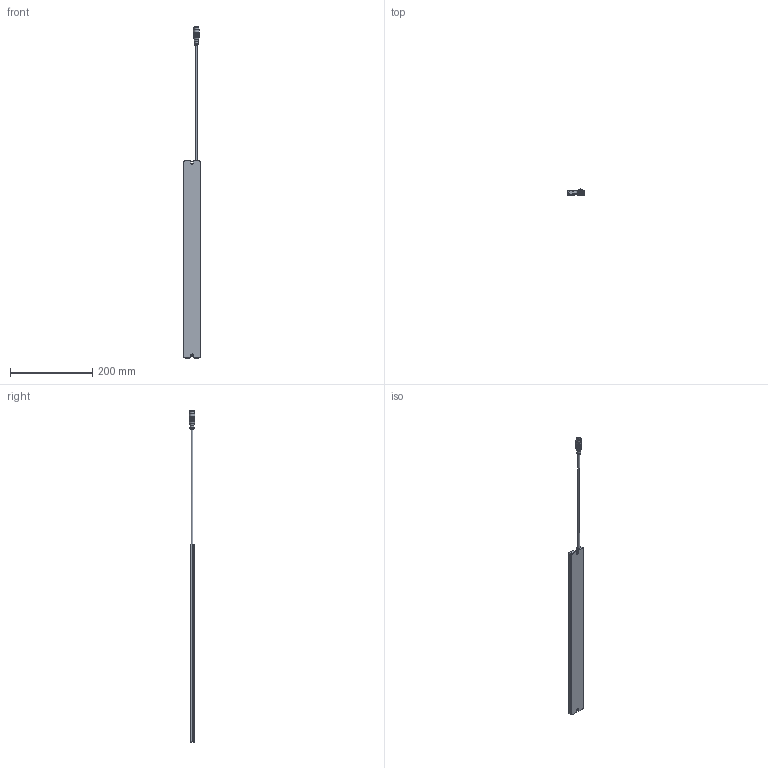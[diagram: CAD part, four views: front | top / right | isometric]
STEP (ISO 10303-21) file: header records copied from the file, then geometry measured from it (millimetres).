
FILE_DESCRIPTION(/* description */ ('DISO X XXX'),/* implementation_level */ '2;1');
FILE_NAME(/* name */ 'MB-N-480-K-B3.stp',/* time_stamp */ '2016-09-22T14:22:06+02:00',/* author */ ('lsa'),/* organization */ ('di-soric GmbH & Co. KG'),/* preprocessor_version */ 'ST-DEVELOPER v16.1',/* originating_system */ 'Autodesk Inventor 2016',/* authorisation */ '');
FILE_SCHEMA (('AUTOMOTIVE_DESIGN { 1 0 10303 214 3 1 1 }'));
Length unit declared in the file: millimetre
Products named in the file (1): Bauteil4
Bounding box: 40 x 14.5 x 806.75 mm (x, y, z)
Volume: 196743.3 mm3; surface area: 55843.1 mm2
Topology: 1 solids, 1 shells, 192 faces, 438 edges, 269 vertices
Faces by surface type: plane 69, cylinder 64, cone 31, torus 24, bspline 4
Full cylindrical faces by diameter (mm): 1 x3, 1.03 x4, 2 x1, 4.3 x1, 4.5 x1, 8.3 x1, 8.8 x1, 9.4 x1, 10.3 x1, 10.7 x1, 10.773 x1, 12 x1, 14.2 x2, 14.5 x4
Entity records: 5762 total; most frequent: CARTESIAN_POINT 1248, DIRECTION 963, ORIENTED_EDGE 792, EDGE_CURVE 396, AXIS2_PLACEMENT_3D 394, VERTEX_POINT 267, EDGE_LOOP 253, CIRCLE 203
